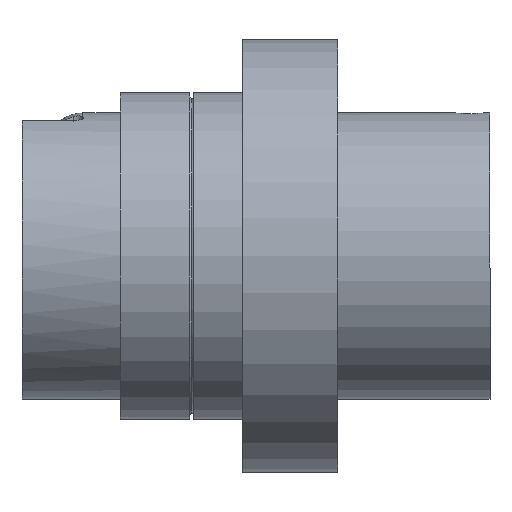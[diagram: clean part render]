
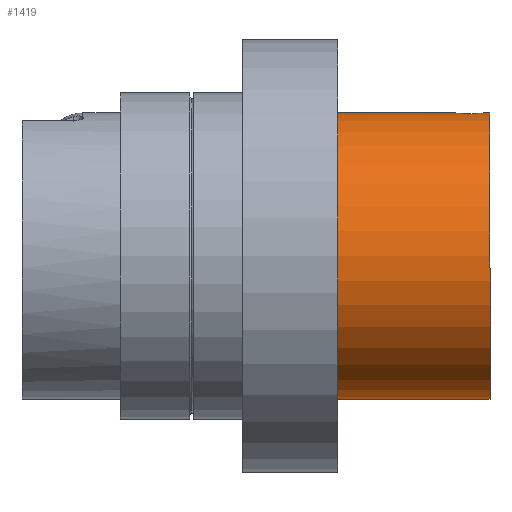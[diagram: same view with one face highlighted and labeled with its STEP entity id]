
A CAD part, top view. The second image highlights one B-rep face of the part: STEP entity #1419.
In plain terms, the highlighted cylindrical face has radius 7 mm (diameter 14 mm), a partial arc.
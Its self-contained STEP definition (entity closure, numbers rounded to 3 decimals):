
#880 = DIRECTION ( 'NONE',  ( 0., 1., 0. ) ) ;
#1239 = CARTESIAN_POINT ( 'NONE',  ( -1.125, 6.965, 0.696 ) ) ;
#1419 = ADVANCED_FACE ( 'NONE', ( #3720 ), #3368, .T. ) ;
#1497 = CIRCLE ( 'NONE', #11228, 7. ) ;
#1628 = DIRECTION ( 'NONE',  ( 1., 0., 0. ) ) ;
#1727 = DIRECTION ( 'NONE',  ( 1., 0., 0. ) ) ;
#1879 = VECTOR ( 'NONE', #1727, 1000. ) ;
#2060 = CARTESIAN_POINT ( 'NONE',  ( -0.366, 6.993, 0.343 ) ) ;
#2387 = CARTESIAN_POINT ( 'NONE',  ( -1.397, 6.976, 0.585 ) ) ;
#2578 = DIRECTION ( 'NONE',  ( 1., 0., 0. ) ) ;
#3201 = VERTEX_POINT ( 'NONE', #9481 ) ;
#3205 = CARTESIAN_POINT ( 'NONE',  ( -0.759, 6.967, 0.679 ) ) ;
#3231 = CARTESIAN_POINT ( 'NONE',  ( 0., -7., 0. ) ) ;
#3302 = CIRCLE ( 'NONE', #9523, 7. ) ;
#3368 = CYLINDRICAL_SURFACE ( 'NONE', #4945, 7. ) ;
#3470 = EDGE_LOOP ( 'NONE', ( #6039, #8923, #14694, #6581, #5937, #10602, #3667 ) ) ;
#3535 = CARTESIAN_POINT ( 'NONE',  ( -1.7, 7., 0.197 ) ) ;
#3667 = ORIENTED_EDGE ( 'NONE', *, *, #7506, .F. ) ;
#3720 = FACE_OUTER_BOUND ( 'NONE', #3470, .T. ) ;
#4470 = VERTEX_POINT ( 'NONE', #11467 ) ;
#4894 = LINE ( 'NONE', #10833, #1879 ) ;
#4945 = AXIS2_PLACEMENT_3D ( 'NONE', #13053, #1628, #6258 ) ;
#5514 = DIRECTION ( 'NONE',  ( 1., 0., 0. ) ) ;
#5569 = CARTESIAN_POINT ( 'NONE',  ( -0.3, 7., 0. ) ) ;
#5937 = ORIENTED_EDGE ( 'NONE', *, *, #8938, .T. ) ;
#5965 = VERTEX_POINT ( 'NONE', #11395 ) ;
#6039 = ORIENTED_EDGE ( 'NONE', *, *, #11866, .T. ) ;
#6132 = CARTESIAN_POINT ( 'NONE',  ( -0.3, 7., 0. ) ) ;
#6258 = DIRECTION ( 'NONE',  ( 0., 1., 0. ) ) ;
#6561 = VERTEX_POINT ( 'NONE', #5569 ) ;
#6581 = ORIENTED_EDGE ( 'NONE', *, *, #11103, .F. ) ;
#7008 = CARTESIAN_POINT ( 'NONE',  ( -1.7, 7., 0. ) ) ;
#7296 = CARTESIAN_POINT ( 'NONE',  ( -0.3, 7., 0.171 ) ) ;
#7506 = EDGE_CURVE ( 'NONE', #5965, #11171, #8286, .T. ) ;
#7724 = DIRECTION ( 'NONE',  ( 1., 0., 0. ) ) ;
#7925 = VECTOR ( 'NONE', #11995, 1000. ) ;
#7983 = CARTESIAN_POINT ( 'NONE',  ( -1.027, 6.964, 0.706 ) ) ;
#8007 = VERTEX_POINT ( 'NONE', #9721 ) ;
#8032 = VERTEX_POINT ( 'NONE', #12565 ) ;
#8075 = EDGE_CURVE ( 'NONE', #3201, #11171, #9663, .T. ) ;
#8286 = LINE ( 'NONE', #10822, #7925 ) ;
#8923 = ORIENTED_EDGE ( 'NONE', *, *, #10715, .T. ) ;
#8938 = EDGE_CURVE ( 'NONE', #6561, #3201, #13174, .T. ) ;
#9221 = CARTESIAN_POINT ( 'NONE',  ( -1.312, 6.971, 0.634 ) ) ;
#9399 = CARTESIAN_POINT ( 'NONE',  ( 0., 0., 0. ) ) ;
#9481 = CARTESIAN_POINT ( 'NONE',  ( -0.93, 6.965, 0.696 ) ) ;
#9523 = AXIS2_PLACEMENT_3D ( 'NONE', #9399, #2578, #10536 ) ;
#9663 = B_SPLINE_CURVE_WITH_KNOTS ( 'NONE', 3,
 ( #10302, #7983, #1239, #9221, #2387, #10348, #3535, #11488 ),
 .UNSPECIFIED., .F., .F.,
 ( 4, 2, 2, 4 ),
 ( 0.003, 0.004, 0.004, 0.004 ),
 .UNSPECIFIED. ) ;
#9721 = CARTESIAN_POINT ( 'NONE',  ( -8.95, -7., 0. ) ) ;
#10038 = CARTESIAN_POINT ( 'NONE',  ( -0.595, 6.976, 0.596 ) ) ;
#10302 = CARTESIAN_POINT ( 'NONE',  ( -0.93, 6.965, 0.696 ) ) ;
#10348 = CARTESIAN_POINT ( 'NONE',  ( -1.614, 6.99, 0.389 ) ) ;
#10536 = DIRECTION ( 'NONE',  ( 0., 1., 0. ) ) ;
#10602 = ORIENTED_EDGE ( 'NONE', *, *, #8075, .T. ) ;
#10715 = EDGE_CURVE ( 'NONE', #8007, #8032, #13793, .T. ) ;
#10788 = VECTOR ( 'NONE', #5514, 1000. ) ;
#10822 = CARTESIAN_POINT ( 'NONE',  ( 0., 7., 0. ) ) ;
#10833 = CARTESIAN_POINT ( 'NONE',  ( 0., 7., 0. ) ) ;
#10907 = EDGE_CURVE ( 'NONE', #4470, #8032, #3302, .T. ) ;
#11103 = EDGE_CURVE ( 'NONE', #6561, #4470, #4894, .T. ) ;
#11157 = CARTESIAN_POINT ( 'NONE',  ( -0.93, 6.965, 0.696 ) ) ;
#11171 = VERTEX_POINT ( 'NONE', #7008 ) ;
#11228 = AXIS2_PLACEMENT_3D ( 'NONE', #14496, #7724, #880 ) ;
#11395 = CARTESIAN_POINT ( 'NONE',  ( -8.95, 7., 0. ) ) ;
#11467 = CARTESIAN_POINT ( 'NONE',  ( 0., 7., 0. ) ) ;
#11488 = CARTESIAN_POINT ( 'NONE',  ( -1.7, 7., 0. ) ) ;
#11866 = EDGE_CURVE ( 'NONE', #5965, #8007, #1497, .T. ) ;
#11995 = DIRECTION ( 'NONE',  ( 1., 0., 0. ) ) ;
#12565 = CARTESIAN_POINT ( 'NONE',  ( 0., -7., 0. ) ) ;
#13053 = CARTESIAN_POINT ( 'NONE',  ( 0., 0., 0. ) ) ;
#13174 = B_SPLINE_CURVE_WITH_KNOTS ( 'NONE', 3,
 ( #6132, #7296, #2060, #10038, #3205, #11157 ),
 .UNSPECIFIED., .F., .F.,
 ( 4, 2, 4 ),
 ( 0.002, 0.003, 0.003 ),
 .UNSPECIFIED. ) ;
#13793 = LINE ( 'NONE', #3231, #10788 ) ;
#14496 = CARTESIAN_POINT ( 'NONE',  ( -8.95, 0., 0. ) ) ;
#14694 = ORIENTED_EDGE ( 'NONE', *, *, #10907, .F. ) ;
